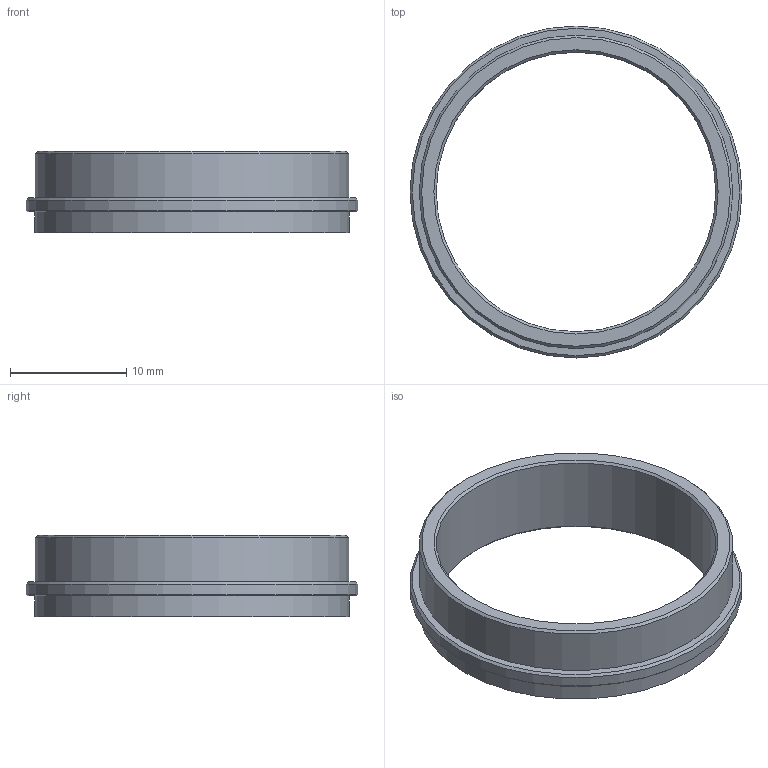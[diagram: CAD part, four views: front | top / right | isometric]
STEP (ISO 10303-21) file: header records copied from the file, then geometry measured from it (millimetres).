
FILE_DESCRIPTION(/* description */ ('Adapterring d27 / M27x0,5'),/* implementation_level */ '2;1');
FILE_NAME(/* name */ 'RK1220_AdapterRing_M27x0_5.stp',/* time_stamp */ '2016-01-13T11:57:54+01:00',/* author */ ('REGENSPURG'),/* organization */ ('Vision & Control'),/* preprocessor_version */ 'ST-DEVELOPER v15.2',/* originating_system */ 'Autodesk Inventor 2014',/* authorisation */ '');
FILE_SCHEMA (('AUTOMOTIVE_DESIGN { 1 0 10303 214 3 1 1 }'));
Length unit declared in the file: millimetre
Products named in the file (1): 200.169.006.10_Adapterring_M27x05
Bounding box: 28.5 x 28.5 x 7 mm (x, y, z)
Volume: 895.7 mm3; surface area: 1453.7 mm2
Topology: 1 solids, 1 shells, 13 faces, 23 edges, 14 vertices
Faces by surface type: cone 5, cylinder 4, plane 4
Full cylindrical faces by diameter (mm): 24 x1, 26.9 x1, 27 x1, 28.5 x1
Entity records: 584 total; most frequent: DIRECTION 108, CARTESIAN_POINT 80, AXIS2_PLACEMENT_3D 54, EDGE_LOOP 52, ORIENTED_EDGE 52, FACE_BOUND 32, CIRCLE 26, VERTEX_POINT 26
